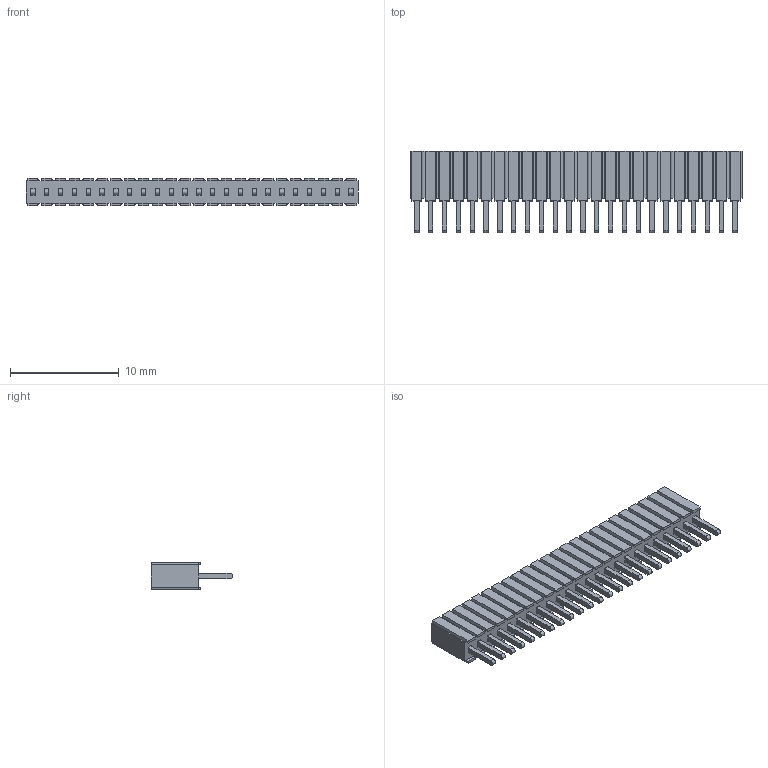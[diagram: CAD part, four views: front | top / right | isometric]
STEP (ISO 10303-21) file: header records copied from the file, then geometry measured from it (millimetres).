
FILE_DESCRIPTION (( 'STEP AP203' ), '1' );
FILE_NAME ('SLM-124-01-X-S.step', '2005-07-21T14:17:52', ( ' ' ), ( ' ' ), 'SwSTEP 2.0', 'SolidWorks 2005103', '' );
FILE_SCHEMA (( 'CONFIG_CONTROL_DESIGN' ));
Length unit declared in the file: inch
Products named in the file (3): SLM-XX-S_C3D; SLM-124-01-X-S; C-29-X
Assembly tree (25 placements, depth 2):
  SLM-124-01-X-S
    C-29-X  x24
    SLM-XX-S_C3D
Bounding box: 30.48 x 7.49 x 2.54 mm (x, y, z)
Volume: 298.4 mm3; surface area: 1340.6 mm2
Topology: 25 solids, 25 shells, 1782 faces, 4716 edges, 3008 vertices
Faces by surface type: plane 1590, cylinder 144, sphere 48
Entity records: 35135 total; most frequent: CARTESIAN_POINT 6061, ORIENTED_EDGE 6028, DIRECTION 5360, EDGE_CURVE 3014, LINE 3000, VECTOR 3000, VERTEX_POINT 1881, EDGE_LOOP 1187
